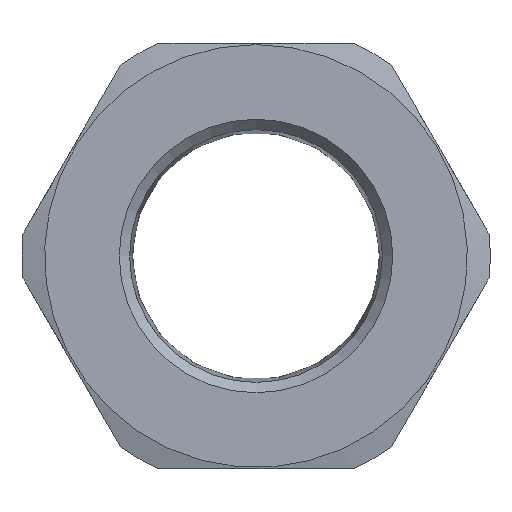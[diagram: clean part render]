
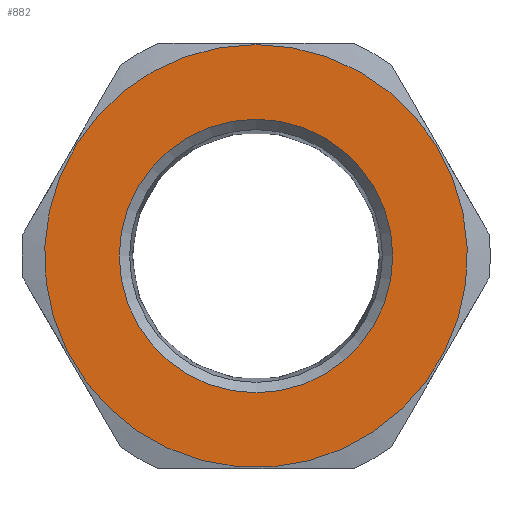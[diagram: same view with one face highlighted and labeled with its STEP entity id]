
A CAD part, left-side view. The second image highlights one B-rep face of the part: STEP entity #882.
In plain terms, the highlighted planar face has unit normal (-1, 0, 0).
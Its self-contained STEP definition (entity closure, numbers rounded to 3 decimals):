
#18 = CARTESIAN_POINT ( 'NONE',  ( 0., 0., 0. ) ) ;
#88 = DIRECTION ( 'NONE',  ( -1., 0., 0. ) ) ;
#92 = CIRCLE ( 'NONE', #530, 37.25 ) ;
#113 = EDGE_CURVE ( 'NONE', #666, #666, #817, .T. ) ;
#117 = CARTESIAN_POINT ( 'NONE',  ( 0., 0., -24.1 ) ) ;
#121 = CARTESIAN_POINT ( 'NONE',  ( 0., 0., 37.25 ) ) ;
#131 = DIRECTION ( 'NONE',  ( 0., 0., -1. ) ) ;
#143 = ORIENTED_EDGE ( 'NONE', *, *, #728, .T. ) ;
#256 = EDGE_LOOP ( 'NONE', ( #394 ) ) ;
#263 = DIRECTION ( 'NONE',  ( 1., 0., 0. ) ) ;
#276 = PLANE ( 'NONE',  #292 ) ;
#292 = AXIS2_PLACEMENT_3D ( 'NONE', #334, #263, #401 ) ;
#334 = CARTESIAN_POINT ( 'NONE',  ( 0., 0., 0. ) ) ;
#347 = CARTESIAN_POINT ( 'NONE',  ( 0., 0., 0. ) ) ;
#394 = ORIENTED_EDGE ( 'NONE', *, *, #113, .T. ) ;
#401 = DIRECTION ( 'NONE',  ( 0., 0., -1. ) ) ;
#500 = VERTEX_POINT ( 'NONE', #121 ) ;
#530 = AXIS2_PLACEMENT_3D ( 'NONE', #18, #88, #644 ) ;
#550 = DIRECTION ( 'NONE',  ( 1., 0., 0. ) ) ;
#644 = DIRECTION ( 'NONE',  ( 0., 0., 1. ) ) ;
#656 = FACE_OUTER_BOUND ( 'NONE', #761, .T. ) ;
#666 = VERTEX_POINT ( 'NONE', #117 ) ;
#728 = EDGE_CURVE ( 'NONE', #500, #500, #92, .T. ) ;
#761 = EDGE_LOOP ( 'NONE', ( #143 ) ) ;
#776 = FACE_BOUND ( 'NONE', #256, .T. ) ;
#817 = CIRCLE ( 'NONE', #837, 24.1 ) ;
#837 = AXIS2_PLACEMENT_3D ( 'NONE', #347, #550, #131 ) ;
#882 = ADVANCED_FACE ( 'NONE', ( #776, #656 ), #276, .F. ) ;
